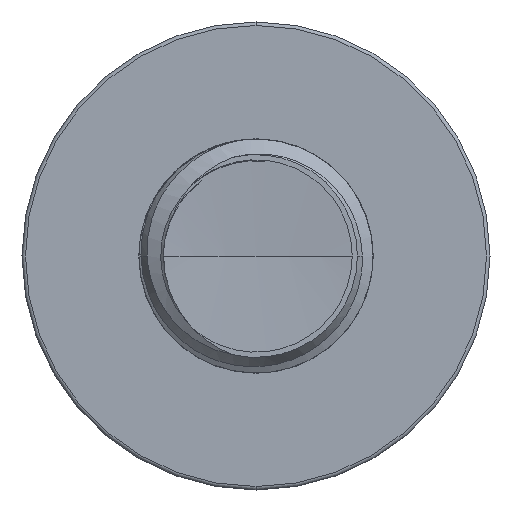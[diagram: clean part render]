
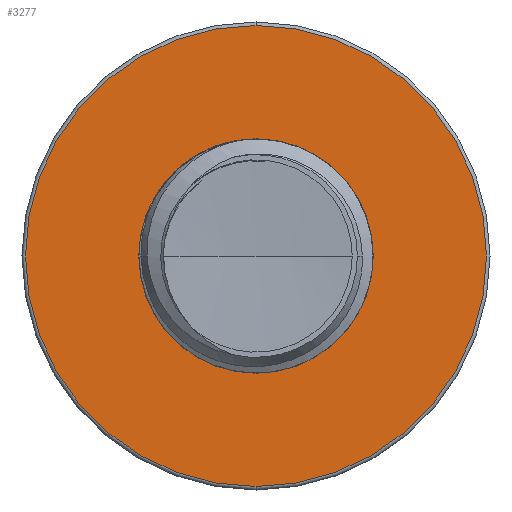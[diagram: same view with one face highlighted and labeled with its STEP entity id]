
A CAD part, front view. The second image highlights one B-rep face of the part: STEP entity #3277.
In plain terms, the highlighted planar face has unit normal (0, -1, 0).
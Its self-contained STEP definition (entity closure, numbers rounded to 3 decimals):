
#468 = EDGE_CURVE ( 'NONE', #6344, #9343, #29096, .T. ) ;
#1870 = DIRECTION ( 'NONE',  ( 0., 0., -1. ) ) ;
#3277 = ADVANCED_FACE ( 'NONE', ( #28445, #16638 ), #3909, .T. ) ;
#3616 = DIRECTION ( 'NONE',  ( 0., -1., 0. ) ) ;
#3710 = CARTESIAN_POINT ( 'NONE',  ( 0., 9., 1.754 ) ) ;
#3909 = PLANE ( 'NONE',  #25203 ) ;
#5492 = EDGE_CURVE ( 'NONE', #11045, #14605, #12794, .T. ) ;
#6344 = VERTEX_POINT ( 'NONE', #18034 ) ;
#7947 = CARTESIAN_POINT ( 'NONE',  ( 0., 9., -3.447 ) ) ;
#8955 = CARTESIAN_POINT ( 'NONE',  ( 0., 9., 0. ) ) ;
#9268 = EDGE_LOOP ( 'NONE', ( #28228, #15576 ) ) ;
#9343 = VERTEX_POINT ( 'NONE', #26783 ) ;
#9524 = DIRECTION ( 'NONE',  ( 0., -1., 0. ) ) ;
#10332 = CARTESIAN_POINT ( 'NONE',  ( 0., 9., 0. ) ) ;
#11045 = VERTEX_POINT ( 'NONE', #7947 ) ;
#12320 = CIRCLE ( 'NONE', #17474, 3.447 ) ;
#12709 = DIRECTION ( 'NONE',  ( 0., 0., -1. ) ) ;
#12794 = CIRCLE ( 'NONE', #14400, 3.447 ) ;
#14243 = DIRECTION ( 'NONE',  ( 0., -1., 0. ) ) ;
#14400 = AXIS2_PLACEMENT_3D ( 'NONE', #28618, #29314, #26055 ) ;
#14422 = CIRCLE ( 'NONE', #26045, 1.754 ) ;
#14605 = VERTEX_POINT ( 'NONE', #22791 ) ;
#14935 = EDGE_CURVE ( 'NONE', #14605, #11045, #12320, .T. ) ;
#15576 = ORIENTED_EDGE ( 'NONE', *, *, #468, .F. ) ;
#16304 = AXIS2_PLACEMENT_3D ( 'NONE', #8955, #14243, #29154 ) ;
#16543 = ORIENTED_EDGE ( 'NONE', *, *, #5492, .T. ) ;
#16638 = FACE_BOUND ( 'NONE', #9268, .T. ) ;
#17403 = EDGE_LOOP ( 'NONE', ( #16543, #25730 ) ) ;
#17474 = AXIS2_PLACEMENT_3D ( 'NONE', #23193, #9524, #25475 ) ;
#18034 = CARTESIAN_POINT ( 'NONE',  ( 0., 9., 1.754 ) ) ;
#19910 = EDGE_CURVE ( 'NONE', #9343, #6344, #14422, .T. ) ;
#22791 = CARTESIAN_POINT ( 'NONE',  ( 0., 9., 3.447 ) ) ;
#23193 = CARTESIAN_POINT ( 'NONE',  ( 0., 9., 0. ) ) ;
#25203 = AXIS2_PLACEMENT_3D ( 'NONE', #3710, #3616, #1870 ) ;
#25475 = DIRECTION ( 'NONE',  ( 0., 0., -1. ) ) ;
#25730 = ORIENTED_EDGE ( 'NONE', *, *, #14935, .T. ) ;
#26045 = AXIS2_PLACEMENT_3D ( 'NONE', #10332, #26269, #12709 ) ;
#26055 = DIRECTION ( 'NONE',  ( 0., 0., -1. ) ) ;
#26269 = DIRECTION ( 'NONE',  ( 0., -1., 0. ) ) ;
#26783 = CARTESIAN_POINT ( 'NONE',  ( 0., 9., -1.754 ) ) ;
#28228 = ORIENTED_EDGE ( 'NONE', *, *, #19910, .F. ) ;
#28445 = FACE_OUTER_BOUND ( 'NONE', #17403, .T. ) ;
#28618 = CARTESIAN_POINT ( 'NONE',  ( 0., 9., 0. ) ) ;
#29096 = CIRCLE ( 'NONE', #16304, 1.754 ) ;
#29154 = DIRECTION ( 'NONE',  ( 0., 0., -1. ) ) ;
#29314 = DIRECTION ( 'NONE',  ( 0., -1., 0. ) ) ;
